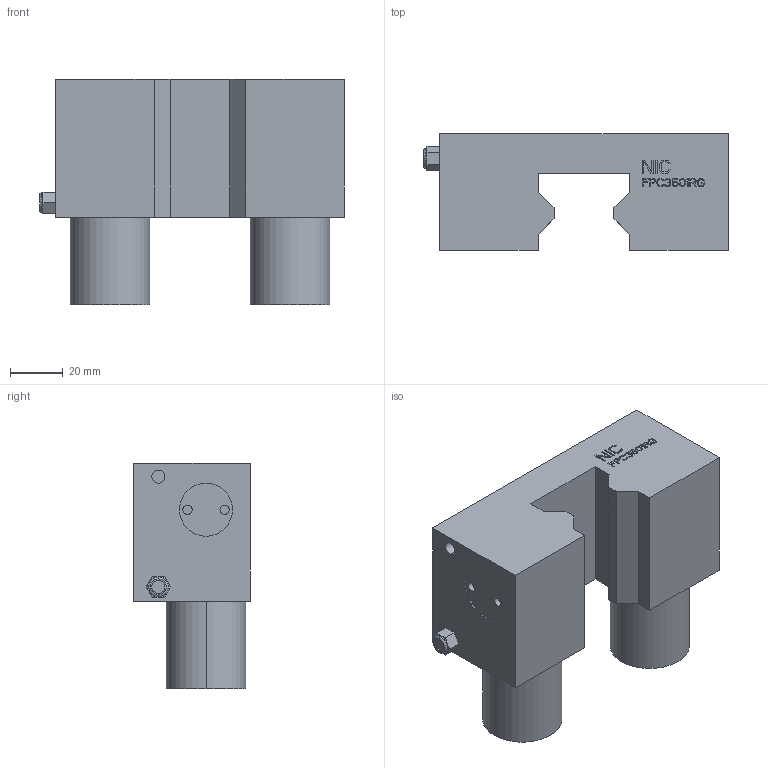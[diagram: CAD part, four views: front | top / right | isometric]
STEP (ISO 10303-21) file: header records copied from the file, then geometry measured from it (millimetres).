
FILE_DESCRIPTION((''),'2;1');
FILE_NAME('FPC3501RG','2025-05-18T21:52:29',('lx'),(''),'CREO PARAMETRIC BY PTC INC, 2018100','CREO PARAMETRIC BY PTC INC, 2018100','');
FILE_SCHEMA(('CONFIG_CONTROL_DESIGN'));
Length unit declared in the file: millimetre
Products named in the file (1): FPC3501RG
Bounding box: 115 x 44 x 85 mm (x, y, z)
Volume: 228493.5 mm3; surface area: 40445.6 mm2
Topology: 1 solids, 4 shells, 471 faces, 1278 edges, 847 vertices
Faces by surface type: plane 409, cylinder 42, cone 16, torus 2, sphere 2
Entity records: 14694 total; most frequent: CARTESIAN_POINT 2708, ORIENTED_EDGE 2552, DIRECTION 2308, EDGE_CURVE 1276, VECTOR 1138, LINE 1138, VERTEX_POINT 847, AXIS2_PLACEMENT_3D 585
